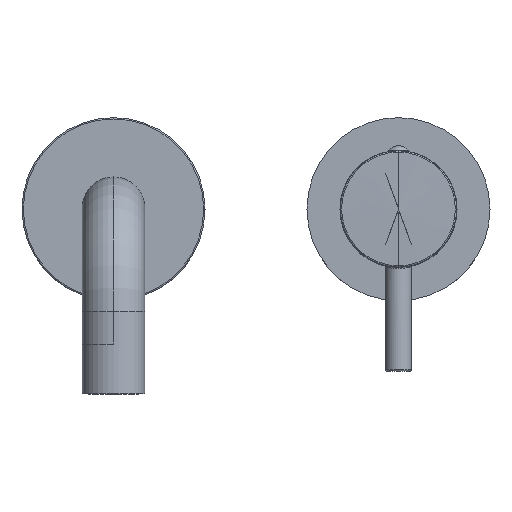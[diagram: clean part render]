
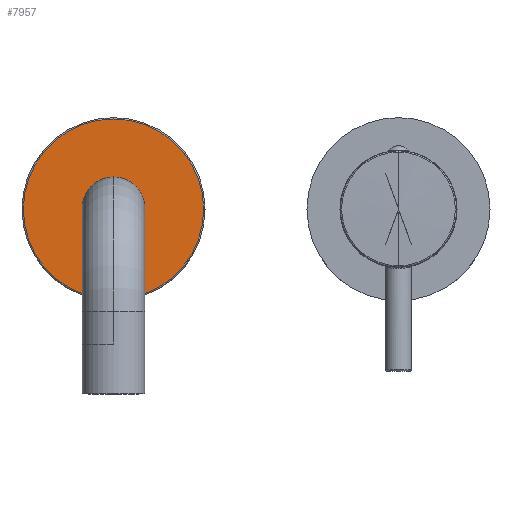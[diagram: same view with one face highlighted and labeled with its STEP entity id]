
A CAD part, top view. The second image highlights one B-rep face of the part: STEP entity #7957.
In plain terms, the highlighted planar face has unit normal (0, 0, 1).
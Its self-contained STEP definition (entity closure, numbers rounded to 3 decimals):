
#7666=CARTESIAN_POINT('',(-109.,0.,50.5));
#7667=DIRECTION('',(0.,0.,1.));
#7668=DIRECTION('',(0.,1.,0.));
#7669=AXIS2_PLACEMENT_3D('',#7666,#7667,#7668);
#7675=CARTESIAN_POINT('',(-109.,0.,50.5));
#7676=DIRECTION('',(0.,0.,1.));
#7677=DIRECTION('',(-1.,0.,0.));
#7678=AXIS2_PLACEMENT_3D('',#7675,#7676,#7677);
#7680=CARTESIAN_POINT('',(-109.,0.,50.5));
#7681=DIRECTION('',(0.,0.,1.));
#7682=DIRECTION('',(1.,0.,0.));
#7683=AXIS2_PLACEMENT_3D('',#7680,#7681,#7682);
#7723=CARTESIAN_POINT('',(-109.,0.,50.5));
#7724=DIRECTION('',(0.,0.,1.));
#7725=DIRECTION('',(0.,-1.,0.));
#7726=AXIS2_PLACEMENT_3D('',#7723,#7724,#7725);
#7780=CARTESIAN_POINT('',(-143.5,0.,50.5));
#7781=CARTESIAN_POINT('',(-74.5,0.,50.5));
#7782=VERTEX_POINT('',#7780);
#7783=VERTEX_POINT('',#7781);
#7792=CARTESIAN_POINT('',(-109.,-12.,50.5));
#7793=CARTESIAN_POINT('',(-109.,12.,50.5));
#7794=VERTEX_POINT('',#7792);
#7795=VERTEX_POINT('',#7793);
#7941=CARTESIAN_POINT('',(-109.,0.,50.5));
#7942=DIRECTION('',(0.,0.,-1.));
#7943=DIRECTION('',(1.,0.,0.));
#7944=AXIS2_PLACEMENT_3D('',#7941,#7942,#7943);
#7945=PLANE('',#7944);
#7947=ORIENTED_EDGE('',*,*,#7946,.F.);
#7949=ORIENTED_EDGE('',*,*,#7948,.F.);
#7950=EDGE_LOOP('',(#7947,#7949));
#7951=FACE_OUTER_BOUND('',#7950,.F.);
#7953=ORIENTED_EDGE('',*,*,#7952,.T.);
#7954=ORIENTED_EDGE('',*,*,#7924,.T.);
#7955=EDGE_LOOP('',(#7953,#7954));
#7956=FACE_BOUND('',#7955,.F.);
#7957=ADVANCED_FACE('',(#7951,#7956),#7945,.F.);
#7670=CIRCLE('',#7669,12.);
#7679=CIRCLE('',#7678,34.5);
#7684=CIRCLE('',#7683,34.5);
#7727=CIRCLE('',#7726,12.);
#7924=EDGE_CURVE('',#7795,#7794,#7670,.T.);
#7946=EDGE_CURVE('',#7782,#7783,#7679,.T.);
#7948=EDGE_CURVE('',#7783,#7782,#7684,.T.);
#7952=EDGE_CURVE('',#7794,#7795,#7727,.T.);
